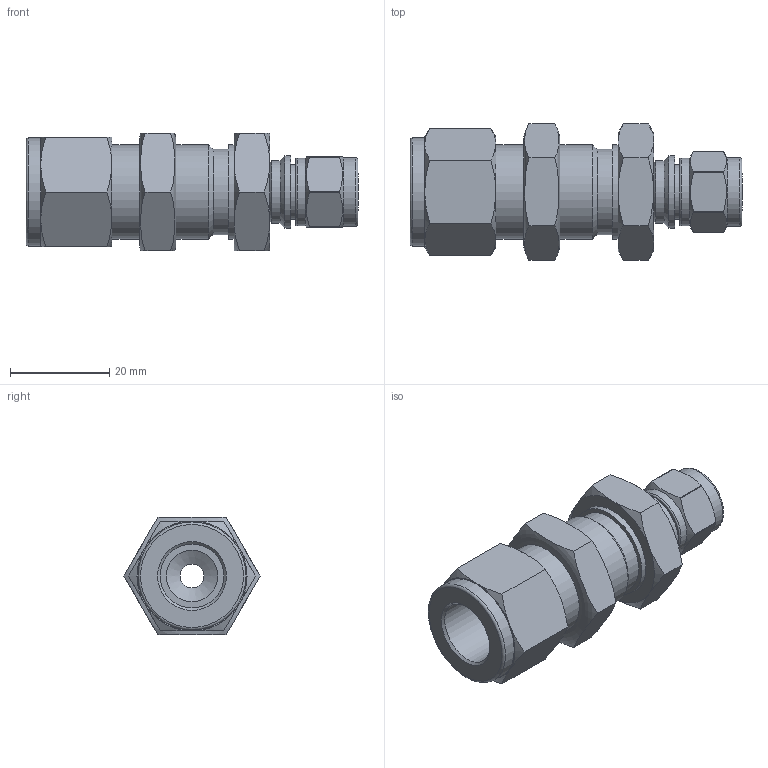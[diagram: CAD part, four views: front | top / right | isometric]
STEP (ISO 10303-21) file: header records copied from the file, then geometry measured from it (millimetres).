
FILE_DESCRIPTION(/* description */ (''),/* implementation_level */ '2;1');
FILE_NAME(/* name */ 'SBHRUI-8-4.stp',/* time_stamp */ '2022-04-22T10:31:12+09:00',/* author */ ('user'),/* organization */ (''),/* preprocessor_version */ 'ST-DEVELOPER v18.1',/* originating_system */ 'Autodesk Inventor 2022',/* authorisation */ '');
FILE_SCHEMA (('AUTOMOTIVE_DESIGN { 1 0 10303 214 3 1 1 }'));
Length unit declared in the file: millimetre
Products named in the file (1): SBHRUI-8-4
Bounding box: 67.01 x 27.48 x 23.8 mm (x, y, z)
Volume: 17361.1 mm3; surface area: 8072.2 mm2
Topology: 1 solids, 1 shells, 99 faces, 232 edges, 146 vertices
Faces by surface type: plane 37, cone 35, cylinder 22, torus 5
Full cylindrical faces by diameter (mm): 4.826 x1, 6.55 x1, 9.3 x1, 10.1 x1, 10.414 x1, 11.112 x1, 12.6 x1, 12.9 x1, 13.6 x1, 13.9 x1, 14.6 x1, 17.2 x1, 19 x1, 19.05 x2, 21.8 x1
Entity records: 2851 total; most frequent: CARTESIAN_POINT 665, ORIENTED_EDGE 464, DIRECTION 447, EDGE_CURVE 232, AXIS2_PLACEMENT_3D 189, VERTEX_POINT 146, EDGE_LOOP 112, FACE_OUTER_BOUND 99
